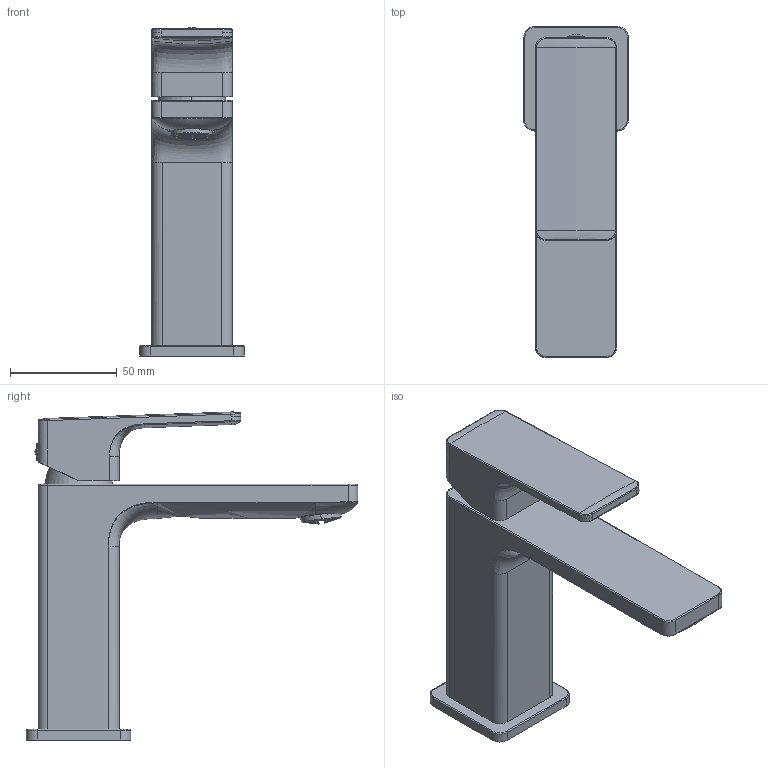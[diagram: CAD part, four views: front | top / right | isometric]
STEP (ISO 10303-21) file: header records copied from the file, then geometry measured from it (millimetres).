
FILE_DESCRIPTION(/* description */ (''),/* implementation_level */ '2;1');
FILE_NAME(/* name */ 'STEP - 168632800_2267463, 2267464, 2267465',/* time_stamp */ '2025-08-06T12:06:30+10:00',/* author */ (''),/* organization */ (''),/* preprocessor_version */ 'ST-DEVELOPER v16.5',/* originating_system */ 'Rhino 7.37',/* authorisation */ '');
FILE_SCHEMA (('AUTOMOTIVE_DESIGN'));
Products named in the file (1): Document
Bounding box: 49 x 155.42 x 153.91 mm (x, y, z)
Volume: 136539.9 mm3; surface area: 103197.9 mm2
Topology: 21 solids, 38 shells, 2221 faces, 6081 edges, 3880 vertices
Faces by surface type: plane 1096, bspline 635, cylinder 490
Entity records: 94843 total; most frequent: CARTESIAN_POINT 56410, ORIENTED_EDGE 12034, EDGE_CURVE 6064, B_SPLINE_CURVE_WITH_KNOTS 4119, VERTEX_POINT 3880, EDGE_LOOP 2470, ADVANCED_FACE 2221, FACE_OUTER_BOUND 2221
